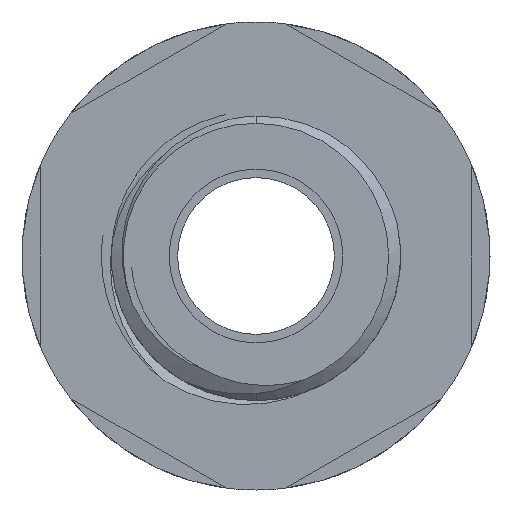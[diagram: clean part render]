
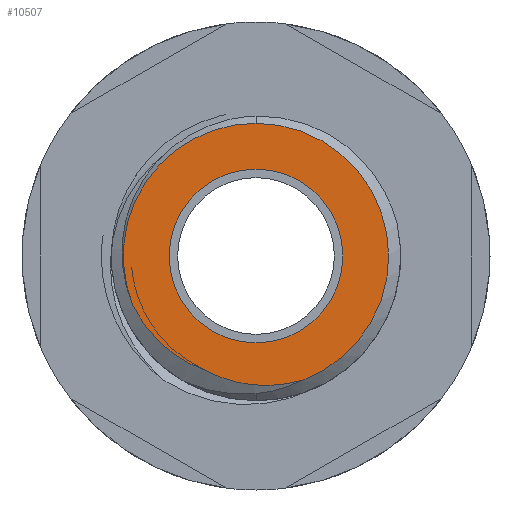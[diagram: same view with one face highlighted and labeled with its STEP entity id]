
A CAD part, front view. The second image highlights one B-rep face of the part: STEP entity #10507.
In plain terms, the highlighted planar face has unit normal (0, -1, 0).
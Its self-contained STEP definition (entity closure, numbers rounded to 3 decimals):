
#17 = CARTESIAN_POINT ( 'NONE',  ( -4.95, -8., -2.362 ) ) ;
#64 = CARTESIAN_POINT ( 'NONE',  ( -2.083, -8., -4.743 ) ) ;
#156 = EDGE_CURVE ( 'NONE', #3271, #5542, #10391, .T. ) ;
#236 = CARTESIAN_POINT ( 'NONE',  ( -5.103, -8., -2.052 ) ) ;
#245 = DIRECTION ( 'NONE',  ( 0., 1., 0. ) ) ;
#326 = EDGE_CURVE ( 'NONE', #1588, #1608, #3793, .T. ) ;
#1040 = CARTESIAN_POINT ( 'NONE',  ( -5.103, -8., -2.052 ) ) ;
#1369 = ORIENTED_EDGE ( 'NONE', *, *, #10172, .T. ) ;
#1588 = VERTEX_POINT ( 'NONE', #2870 ) ;
#1608 = VERTEX_POINT ( 'NONE', #4967 ) ;
#1949 = CIRCLE ( 'NONE', #5942, 5.5 ) ;
#2061 = CARTESIAN_POINT ( 'NONE',  ( -4.765, -8., -2.661 ) ) ;
#2277 = EDGE_CURVE ( 'NONE', #1608, #1588, #6814, .T. ) ;
#2608 = AXIS2_PLACEMENT_3D ( 'NONE', #3241, #10071, #4272 ) ;
#2681 = FACE_OUTER_BOUND ( 'NONE', #6032, .T. ) ;
#2870 = CARTESIAN_POINT ( 'NONE',  ( 0., -8., -3.6 ) ) ;
#3094 = CARTESIAN_POINT ( 'NONE',  ( -4.115, -8., -3.464 ) ) ;
#3241 = CARTESIAN_POINT ( 'NONE',  ( 0., -8., 0. ) ) ;
#3271 = VERTEX_POINT ( 'NONE', #6623 ) ;
#3781 = DIRECTION ( 'NONE',  ( 0., -1., 0. ) ) ;
#3793 = CIRCLE ( 'NONE', #5496, 3.6 ) ;
#3874 = CARTESIAN_POINT ( 'NONE',  ( 0., -8., 5.5 ) ) ;
#4137 = CARTESIAN_POINT ( 'NONE',  ( -3.592, -8., -3.923 ) ) ;
#4272 = DIRECTION ( 'NONE',  ( 0., 0., -1. ) ) ;
#4489 = B_SPLINE_CURVE_WITH_KNOTS ( 'NONE', 3,
 ( #1040, #17, #2061, #9002, #3094, #9937, #4137, #10851, #5140, #11789, #6144, #64 ),
 .UNSPECIFIED., .F., .F.,
 ( 4, 2, 2, 2, 2, 4 ),
 ( 0.001, 0.002, 0.004, 0.004, 0.005, 0.006 ),
 .UNSPECIFIED. ) ;
#4757 = EDGE_CURVE ( 'NONE', #8547, #3271, #4489, .T. ) ;
#4967 = CARTESIAN_POINT ( 'NONE',  ( 0., -8., 3.6 ) ) ;
#5019 = ORIENTED_EDGE ( 'NONE', *, *, #2277, .F. ) ;
#5140 = CARTESIAN_POINT ( 'NONE',  ( -3.17, -8., -4.222 ) ) ;
#5195 = ORIENTED_EDGE ( 'NONE', *, *, #7156, .T. ) ;
#5496 = AXIS2_PLACEMENT_3D ( 'NONE', #6494, #6482, #6467 ) ;
#5542 = VERTEX_POINT ( 'NONE', #10685 ) ;
#5700 = EDGE_LOOP ( 'NONE', ( #11424, #5019 ) ) ;
#5798 = DIRECTION ( 'NONE',  ( 0., -1., 0. ) ) ;
#5942 = AXIS2_PLACEMENT_3D ( 'NONE', #11470, #5798, #12382 ) ;
#6032 = EDGE_LOOP ( 'NONE', ( #1369, #5195, #11031, #10748 ) ) ;
#6144 = CARTESIAN_POINT ( 'NONE',  ( -2.413, -8., -4.629 ) ) ;
#6467 = DIRECTION ( 'NONE',  ( 0., 0., -1. ) ) ;
#6482 = DIRECTION ( 'NONE',  ( 0., -1., 0. ) ) ;
#6494 = CARTESIAN_POINT ( 'NONE',  ( 0., -8., 0. ) ) ;
#6623 = CARTESIAN_POINT ( 'NONE',  ( -2.083, -8., -4.743 ) ) ;
#6814 = CIRCLE ( 'NONE', #2608, 3.6 ) ;
#7102 = CARTESIAN_POINT ( 'NONE',  ( 1.944, -8., -5.145 ) ) ;
#7118 = CARTESIAN_POINT ( 'NONE',  ( 1.613, -8., -5.242 ) ) ;
#7133 = CARTESIAN_POINT ( 'NONE',  ( 1.268, -8., -5.308 ) ) ;
#7140 = CARTESIAN_POINT ( 'NONE',  ( 0.58, -8., -5.374 ) ) ;
#7152 = CARTESIAN_POINT ( 'NONE',  ( 0.235, -8., -5.374 ) ) ;
#7156 = EDGE_CURVE ( 'NONE', #11242, #8547, #1949, .T. ) ;
#7175 = CARTESIAN_POINT ( 'NONE',  ( -0.282, -8., -5.326 ) ) ;
#7186 = CARTESIAN_POINT ( 'NONE',  ( -0.455, -8., -5.3 ) ) ;
#7196 = CARTESIAN_POINT ( 'NONE',  ( 0., -8., 0. ) ) ;
#7201 = CARTESIAN_POINT ( 'NONE',  ( -0.796, -8., -5.233 ) ) ;
#7214 = CARTESIAN_POINT ( 'NONE',  ( -0.963, -8., -5.191 ) ) ;
#7232 = CARTESIAN_POINT ( 'NONE',  ( -2.083, -8., -4.743 ) ) ;
#7285 = DIRECTION ( 'NONE',  ( 0., 0., 1. ) ) ;
#7290 = CARTESIAN_POINT ( 'NONE',  ( -1.458, -8., -5.041 ) ) ;
#7305 = CARTESIAN_POINT ( 'NONE',  ( -1.776, -8., -4.909 ) ) ;
#8000 = FACE_BOUND ( 'NONE', #5700, .T. ) ;
#8154 = CIRCLE ( 'NONE', #8330, 5.5 ) ;
#8330 = AXIS2_PLACEMENT_3D ( 'NONE', #9630, #3781, #10546 ) ;
#8547 = VERTEX_POINT ( 'NONE', #236 ) ;
#9002 = CARTESIAN_POINT ( 'NONE',  ( -4.348, -8., -3.21 ) ) ;
#9630 = CARTESIAN_POINT ( 'NONE',  ( 0., -8., 0. ) ) ;
#9937 = CARTESIAN_POINT ( 'NONE',  ( -3.728, -8., -3.812 ) ) ;
#10071 = DIRECTION ( 'NONE',  ( 0., -1., 0. ) ) ;
#10172 = EDGE_CURVE ( 'NONE', #5542, #11242, #8154, .T. ) ;
#10391 = B_SPLINE_CURVE_WITH_KNOTS ( 'NONE', 3,
 ( #7232, #7305, #7290, #7214, #7201, #7186, #7175, #7152, #7140, #7133, #7118, #7102 ),
 .UNSPECIFIED., .F., .F.,
 ( 4, 2, 2, 2, 2, 4 ),
 ( 0., 0.001, 0.002, 0.002, 0.003, 0.004 ),
 .UNSPECIFIED. ) ;
#10507 = ADVANCED_FACE ( 'NONE', ( #8000, #2681 ), #11956, .F. ) ;
#10546 = DIRECTION ( 'NONE',  ( 0., 0., 1. ) ) ;
#10685 = CARTESIAN_POINT ( 'NONE',  ( 1.944, -8., -5.145 ) ) ;
#10748 = ORIENTED_EDGE ( 'NONE', *, *, #156, .T. ) ;
#10851 = CARTESIAN_POINT ( 'NONE',  ( -3.313, -8., -4.127 ) ) ;
#11031 = ORIENTED_EDGE ( 'NONE', *, *, #4757, .T. ) ;
#11242 = VERTEX_POINT ( 'NONE', #3874 ) ;
#11424 = ORIENTED_EDGE ( 'NONE', *, *, #326, .F. ) ;
#11470 = CARTESIAN_POINT ( 'NONE',  ( 0., -8., 0. ) ) ;
#11789 = CARTESIAN_POINT ( 'NONE',  ( -2.726, -8., -4.484 ) ) ;
#11956 = PLANE ( 'NONE',  #12414 ) ;
#12382 = DIRECTION ( 'NONE',  ( 0., 0., 1. ) ) ;
#12414 = AXIS2_PLACEMENT_3D ( 'NONE', #7196, #245, #7285 ) ;
